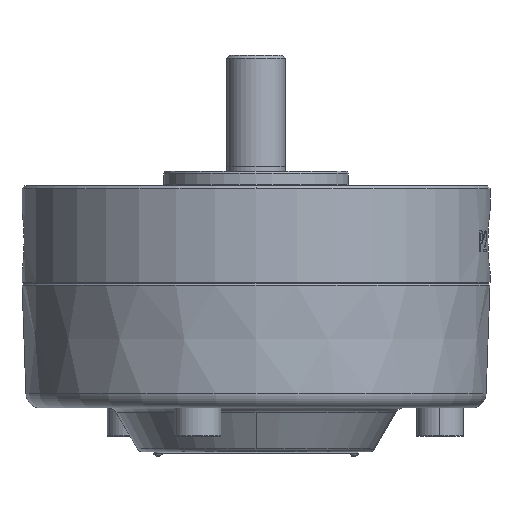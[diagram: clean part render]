
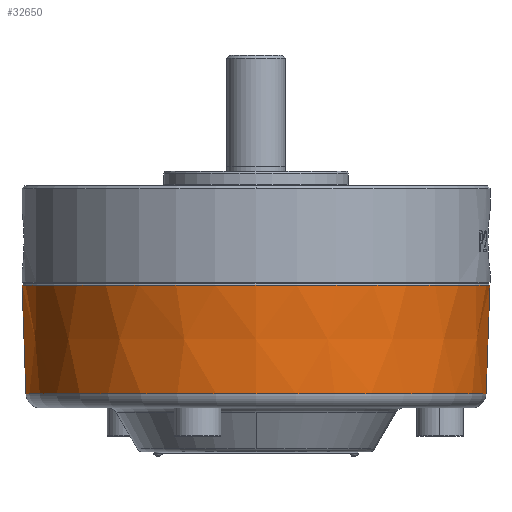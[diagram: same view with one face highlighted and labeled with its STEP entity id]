
A CAD part, front view. The second image highlights one B-rep face of the part: STEP entity #32650.
In plain terms, the highlighted conical face has half-angle 2 degrees and reference radius 79.965 mm.
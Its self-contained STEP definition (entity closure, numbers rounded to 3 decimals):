
#1243 = VECTOR ( 'NONE', #14810, 1000. ) ;
#1594 = VERTEX_POINT ( 'NONE', #28655 ) ;
#4187 = CARTESIAN_POINT ( 'NONE',  ( 79.965, 0., -39. ) ) ;
#4761 = FACE_OUTER_BOUND ( 'NONE', #32488, .T. ) ;
#5479 = DIRECTION ( 'NONE',  ( 1., 0., 0. ) ) ;
#5604 = DIRECTION ( 'NONE',  ( -1., 0., 0. ) ) ;
#7635 = CARTESIAN_POINT ( 'NONE',  ( 0., 0., -39. ) ) ;
#7667 = EDGE_CURVE ( 'NONE', #9783, #18204, #28320, .T. ) ;
#8450 = DIRECTION ( 'NONE',  ( 1., 0., 0. ) ) ;
#8969 = CIRCLE ( 'NONE', #13570, 79.965 ) ;
#9142 = VERTEX_POINT ( 'NONE', #28956 ) ;
#9337 = VECTOR ( 'NONE', #21113, 1000. ) ;
#9783 = VERTEX_POINT ( 'NONE', #31464 ) ;
#9874 = CONICAL_SURFACE ( 'NONE', #12197, 79.965, 0.035 ) ;
#11293 = ORIENTED_EDGE ( 'NONE', *, *, #33597, .F. ) ;
#12197 = AXIS2_PLACEMENT_3D ( 'NONE', #7635, #35601, #5479 ) ;
#13570 = AXIS2_PLACEMENT_3D ( 'NONE', #30086, #16214, #5604 ) ;
#14507 = EDGE_CURVE ( 'NONE', #1594, #18204, #8969, .T. ) ;
#14810 = DIRECTION ( 'NONE',  ( 0.035, 0., 0.999 ) ) ;
#16214 = DIRECTION ( 'NONE',  ( 0., 0., 1. ) ) ;
#17092 = CARTESIAN_POINT ( 'NONE',  ( 0., 0., -76.174 ) ) ;
#17779 = ORIENTED_EDGE ( 'NONE', *, *, #14507, .F. ) ;
#17890 = CARTESIAN_POINT ( 'NONE',  ( -79.965, 0., -39. ) ) ;
#18204 = VERTEX_POINT ( 'NONE', #32074 ) ;
#19962 = DIRECTION ( 'NONE',  ( 0., 0., 1. ) ) ;
#21113 = DIRECTION ( 'NONE',  ( -0.035, 0., 0.999 ) ) ;
#22015 = AXIS2_PLACEMENT_3D ( 'NONE', #17092, #19962, #8450 ) ;
#22872 = ORIENTED_EDGE ( 'NONE', *, *, #34471, .T. ) ;
#23177 = CIRCLE ( 'NONE', #22015, 78.667 ) ;
#28320 = LINE ( 'NONE', #4187, #1243 ) ;
#28655 = CARTESIAN_POINT ( 'NONE',  ( -79.965, 0., -39. ) ) ;
#28956 = CARTESIAN_POINT ( 'NONE',  ( -78.667, 0., -76.174 ) ) ;
#30086 = CARTESIAN_POINT ( 'NONE',  ( 0., 0., -39. ) ) ;
#31464 = CARTESIAN_POINT ( 'NONE',  ( 78.667, 0., -76.174 ) ) ;
#31611 = ORIENTED_EDGE ( 'NONE', *, *, #7667, .T. ) ;
#32074 = CARTESIAN_POINT ( 'NONE',  ( 79.965, 0., -39. ) ) ;
#32488 = EDGE_LOOP ( 'NONE', ( #11293, #22872, #31611, #17779 ) ) ;
#32650 = ADVANCED_FACE ( 'NONE', ( #4761 ), #9874, .T. ) ;
#33597 = EDGE_CURVE ( 'NONE', #9142, #1594, #34314, .T. ) ;
#34314 = LINE ( 'NONE', #17890, #9337 ) ;
#34471 = EDGE_CURVE ( 'NONE', #9142, #9783, #23177, .T. ) ;
#35601 = DIRECTION ( 'NONE',  ( 0., 0., 1. ) ) ;
